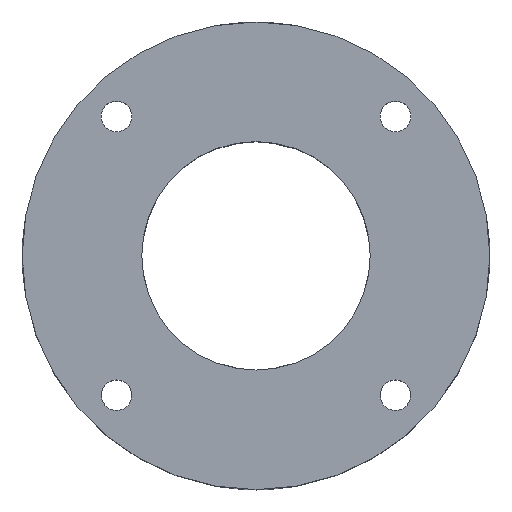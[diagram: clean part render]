
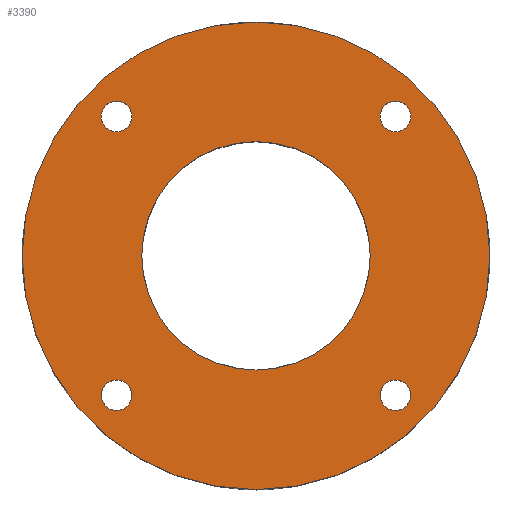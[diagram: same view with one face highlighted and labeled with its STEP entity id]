
A CAD part, top view. The second image highlights one B-rep face of the part: STEP entity #3390.
In plain terms, the highlighted planar face has unit normal (0, 0, 1).
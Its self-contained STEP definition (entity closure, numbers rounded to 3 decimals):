
#17 = CIRCLE ( 'NONE', #3022, 1.7 ) ;
#24 = DIRECTION ( 'NONE',  ( 0., 0., -1. ) ) ;
#65 = DIRECTION ( 'NONE',  ( 0., 0., -1. ) ) ;
#82 = DIRECTION ( 'NONE',  ( 0., 0., -1. ) ) ;
#98 = CARTESIAN_POINT ( 'NONE',  ( -12.7, 0., 20. ) ) ;
#112 = CARTESIAN_POINT ( 'NONE',  ( -15.5, -15.5, 20. ) ) ;
#133 = EDGE_CURVE ( 'NONE', #2776, #503, #2473, .T. ) ;
#146 = AXIS2_PLACEMENT_3D ( 'NONE', #2465, #2490, #2510 ) ;
#158 = CARTESIAN_POINT ( 'NONE',  ( 26., 0., 20. ) ) ;
#193 = DIRECTION ( 'NONE',  ( 0., 0., -1. ) ) ;
#414 = EDGE_LOOP ( 'NONE', ( #1112, #2536 ) ) ;
#420 = CARTESIAN_POINT ( 'NONE',  ( 13.8, -15.5, 20. ) ) ;
#429 = AXIS2_PLACEMENT_3D ( 'NONE', #1859, #2219, #1842 ) ;
#436 = EDGE_LOOP ( 'NONE', ( #1274, #2262 ) ) ;
#468 = FACE_BOUND ( 'NONE', #3505, .T. ) ;
#488 = AXIS2_PLACEMENT_3D ( 'NONE', #1686, #24, #2945 ) ;
#498 = AXIS2_PLACEMENT_3D ( 'NONE', #898, #193, #1251 ) ;
#503 = VERTEX_POINT ( 'NONE', #158 ) ;
#534 = CARTESIAN_POINT ( 'NONE',  ( -15.5, 15.5, 20. ) ) ;
#537 = FACE_BOUND ( 'NONE', #436, .T. ) ;
#585 = VERTEX_POINT ( 'NONE', #98 ) ;
#708 = CARTESIAN_POINT ( 'NONE',  ( 12.7, 0., 20. ) ) ;
#713 = AXIS2_PLACEMENT_3D ( 'NONE', #534, #4207, #4234 ) ;
#756 = EDGE_CURVE ( 'NONE', #1170, #3969, #2111, .T. ) ;
#785 = AXIS2_PLACEMENT_3D ( 'NONE', #3466, #2110, #4037 ) ;
#898 = CARTESIAN_POINT ( 'NONE',  ( 0., 0., 20. ) ) ;
#918 = EDGE_CURVE ( 'NONE', #3815, #1189, #2038, .T. ) ;
#950 = CARTESIAN_POINT ( 'NONE',  ( 13.8, 15.5, 20. ) ) ;
#995 = DIRECTION ( 'NONE',  ( 0., 0., -1. ) ) ;
#1112 = ORIENTED_EDGE ( 'NONE', *, *, #1660, .T. ) ;
#1113 = EDGE_LOOP ( 'NONE', ( #3747, #2251 ) ) ;
#1144 = CARTESIAN_POINT ( 'NONE',  ( 0., 0., 20. ) ) ;
#1165 = FACE_BOUND ( 'NONE', #2763, .T. ) ;
#1170 = VERTEX_POINT ( 'NONE', #2099 ) ;
#1189 = VERTEX_POINT ( 'NONE', #3840 ) ;
#1251 = DIRECTION ( 'NONE',  ( -1., 0., 0. ) ) ;
#1271 = AXIS2_PLACEMENT_3D ( 'NONE', #1305, #995, #2929 ) ;
#1274 = ORIENTED_EDGE ( 'NONE', *, *, #3525, .T. ) ;
#1305 = CARTESIAN_POINT ( 'NONE',  ( 0., 0., 20. ) ) ;
#1320 = ORIENTED_EDGE ( 'NONE', *, *, #2509, .T. ) ;
#1408 = VERTEX_POINT ( 'NONE', #2206 ) ;
#1410 = CARTESIAN_POINT ( 'NONE',  ( -13.8, 15.5, 20. ) ) ;
#1427 = CIRCLE ( 'NONE', #498, 26. ) ;
#1447 = CARTESIAN_POINT ( 'NONE',  ( -17.2, -15.5, 20. ) ) ;
#1450 = DIRECTION ( 'NONE',  ( -1., 0., 0. ) ) ;
#1519 = EDGE_CURVE ( 'NONE', #1740, #585, #3660, .T. ) ;
#1538 = FACE_BOUND ( 'NONE', #1113, .T. ) ;
#1660 = EDGE_CURVE ( 'NONE', #3687, #4046, #17, .T. ) ;
#1686 = CARTESIAN_POINT ( 'NONE',  ( 15.5, 15.5, 20. ) ) ;
#1740 = VERTEX_POINT ( 'NONE', #708 ) ;
#1841 = ORIENTED_EDGE ( 'NONE', *, *, #918, .T. ) ;
#1842 = DIRECTION ( 'NONE',  ( 1., 0., 0. ) ) ;
#1857 = CARTESIAN_POINT ( 'NONE',  ( -26., 0., 20. ) ) ;
#1859 = CARTESIAN_POINT ( 'NONE',  ( 26., 0., 20. ) ) ;
#1881 = FACE_OUTER_BOUND ( 'NONE', #4235, .T. ) ;
#1914 = CARTESIAN_POINT ( 'NONE',  ( 0., 0., 20. ) ) ;
#1979 = CARTESIAN_POINT ( 'NONE',  ( -15.5, -15.5, 20. ) ) ;
#2038 = CIRCLE ( 'NONE', #146, 1.7 ) ;
#2055 = AXIS2_PLACEMENT_3D ( 'NONE', #1144, #2494, #3809 ) ;
#2073 = EDGE_CURVE ( 'NONE', #1189, #3815, #3940, .T. ) ;
#2099 = CARTESIAN_POINT ( 'NONE',  ( -13.8, -15.5, 20. ) ) ;
#2110 = DIRECTION ( 'NONE',  ( 0., 0., -1. ) ) ;
#2111 = CIRCLE ( 'NONE', #4288, 1.7 ) ;
#2119 = AXIS2_PLACEMENT_3D ( 'NONE', #1914, #3245, #2273 ) ;
#2120 = ORIENTED_EDGE ( 'NONE', *, *, #133, .F. ) ;
#2206 = CARTESIAN_POINT ( 'NONE',  ( -17.2, 15.5, 20. ) ) ;
#2219 = DIRECTION ( 'NONE',  ( 0., 0., 1. ) ) ;
#2251 = ORIENTED_EDGE ( 'NONE', *, *, #1519, .T. ) ;
#2262 = ORIENTED_EDGE ( 'NONE', *, *, #2757, .T. ) ;
#2273 = DIRECTION ( 'NONE',  ( -1., 0., 0. ) ) ;
#2391 = CARTESIAN_POINT ( 'NONE',  ( 15.5, 15.5, 20. ) ) ;
#2406 = CIRCLE ( 'NONE', #488, 1.7 ) ;
#2465 = CARTESIAN_POINT ( 'NONE',  ( 15.5, -15.5, 20. ) ) ;
#2473 = CIRCLE ( 'NONE', #1271, 26. ) ;
#2490 = DIRECTION ( 'NONE',  ( 0., 0., -1. ) ) ;
#2494 = DIRECTION ( 'NONE',  ( 0., 0., -1. ) ) ;
#2509 = EDGE_CURVE ( 'NONE', #3969, #1170, #3027, .T. ) ;
#2510 = DIRECTION ( 'NONE',  ( -1., 0., 0. ) ) ;
#2536 = ORIENTED_EDGE ( 'NONE', *, *, #3789, .T. ) ;
#2602 = FACE_BOUND ( 'NONE', #414, .T. ) ;
#2757 = EDGE_CURVE ( 'NONE', #3319, #1408, #3663, .T. ) ;
#2763 = EDGE_LOOP ( 'NONE', ( #1320, #2861 ) ) ;
#2776 = VERTEX_POINT ( 'NONE', #1857 ) ;
#2832 = CIRCLE ( 'NONE', #3943, 1.7 ) ;
#2837 = EDGE_CURVE ( 'NONE', #585, #1740, #4006, .T. ) ;
#2840 = CARTESIAN_POINT ( 'NONE',  ( -15.5, 15.5, 20. ) ) ;
#2841 = CARTESIAN_POINT ( 'NONE',  ( 17.2, 15.5, 20. ) ) ;
#2857 = DIRECTION ( 'NONE',  ( 0., 0., -1. ) ) ;
#2861 = ORIENTED_EDGE ( 'NONE', *, *, #756, .T. ) ;
#2897 = DIRECTION ( 'NONE',  ( -1., 0., 0. ) ) ;
#2929 = DIRECTION ( 'NONE',  ( -1., 0., 0. ) ) ;
#2945 = DIRECTION ( 'NONE',  ( -1., 0., 0. ) ) ;
#3022 = AXIS2_PLACEMENT_3D ( 'NONE', #2391, #3041, #2897 ) ;
#3027 = CIRCLE ( 'NONE', #3306, 1.7 ) ;
#3041 = DIRECTION ( 'NONE',  ( 0., 0., -1. ) ) ;
#3148 = PLANE ( 'NONE',  #429 ) ;
#3245 = DIRECTION ( 'NONE',  ( 0., 0., -1. ) ) ;
#3306 = AXIS2_PLACEMENT_3D ( 'NONE', #112, #65, #1450 ) ;
#3319 = VERTEX_POINT ( 'NONE', #1410 ) ;
#3371 = ORIENTED_EDGE ( 'NONE', *, *, #2073, .T. ) ;
#3380 = EDGE_CURVE ( 'NONE', #503, #2776, #1427, .T. ) ;
#3390 = ADVANCED_FACE ( 'NONE', ( #468, #1165, #537, #2602, #1538, #1881 ), #3148, .T. ) ;
#3431 = DIRECTION ( 'NONE',  ( -1., 0., 0. ) ) ;
#3466 = CARTESIAN_POINT ( 'NONE',  ( 15.5, -15.5, 20. ) ) ;
#3505 = EDGE_LOOP ( 'NONE', ( #1841, #3371 ) ) ;
#3525 = EDGE_CURVE ( 'NONE', #1408, #3319, #2832, .T. ) ;
#3660 = CIRCLE ( 'NONE', #2119, 12.7 ) ;
#3663 = CIRCLE ( 'NONE', #713, 1.7 ) ;
#3687 = VERTEX_POINT ( 'NONE', #950 ) ;
#3747 = ORIENTED_EDGE ( 'NONE', *, *, #2837, .T. ) ;
#3789 = EDGE_CURVE ( 'NONE', #4046, #3687, #2406, .T. ) ;
#3809 = DIRECTION ( 'NONE',  ( -1., 0., 0. ) ) ;
#3815 = VERTEX_POINT ( 'NONE', #420 ) ;
#3840 = CARTESIAN_POINT ( 'NONE',  ( 17.2, -15.5, 20. ) ) ;
#3876 = ORIENTED_EDGE ( 'NONE', *, *, #3380, .F. ) ;
#3940 = CIRCLE ( 'NONE', #785, 1.7 ) ;
#3943 = AXIS2_PLACEMENT_3D ( 'NONE', #2840, #2857, #4189 ) ;
#3969 = VERTEX_POINT ( 'NONE', #1447 ) ;
#4006 = CIRCLE ( 'NONE', #2055, 12.7 ) ;
#4037 = DIRECTION ( 'NONE',  ( -1., 0., 0. ) ) ;
#4046 = VERTEX_POINT ( 'NONE', #2841 ) ;
#4189 = DIRECTION ( 'NONE',  ( -1., 0., 0. ) ) ;
#4207 = DIRECTION ( 'NONE',  ( 0., 0., -1. ) ) ;
#4234 = DIRECTION ( 'NONE',  ( -1., 0., 0. ) ) ;
#4235 = EDGE_LOOP ( 'NONE', ( #2120, #3876 ) ) ;
#4288 = AXIS2_PLACEMENT_3D ( 'NONE', #1979, #82, #3431 ) ;
